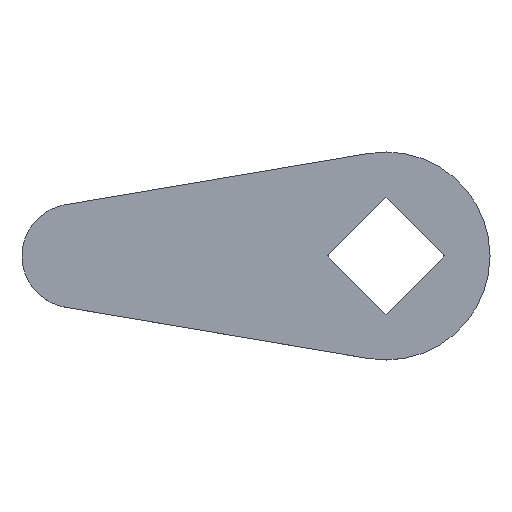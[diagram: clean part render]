
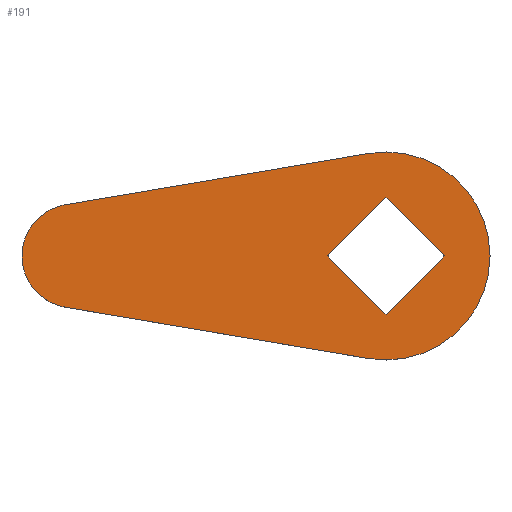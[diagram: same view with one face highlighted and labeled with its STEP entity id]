
A CAD part, top view. The second image highlights one B-rep face of the part: STEP entity #191.
In plain terms, the highlighted planar face has unit normal (0, 0, 1).
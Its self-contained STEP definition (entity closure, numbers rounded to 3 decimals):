
#64 = DIRECTION ( 'NONE',  ( 0., 0., 1. ) ) ;
#65 = LINE ( 'NONE', #77, #76 ) ;
#72 = DIRECTION ( 'NONE',  ( 1., 0., 0. ) ) ;
#73 = AXIS2_PLACEMENT_3D ( 'NONE', #75, #64, #72 ) ;
#74 = CIRCLE ( 'NONE', #73, 5. ) ;
#75 = CARTESIAN_POINT ( 'NONE',  ( -30., 0., 1.6 ) ) ;
#76 = VECTOR ( 'NONE', #78, 1000. ) ;
#77 = CARTESIAN_POINT ( 'NONE',  ( -30.833, -4.93, 1.6 ) ) ;
#78 = DIRECTION ( 'NONE',  ( 0.986, -0.167, 0. ) ) ;
#122 = DIRECTION ( 'NONE',  ( -0.986, -0.167, 0. ) ) ;
#123 = VECTOR ( 'NONE', #122, 1000. ) ;
#124 = CARTESIAN_POINT ( 'NONE',  ( -30.833, 4.93, 1.6 ) ) ;
#125 = CARTESIAN_POINT ( 'NONE',  ( -1.667, 9.86, 1.6 ) ) ;
#126 = CARTESIAN_POINT ( 'NONE',  ( -35., 0., 1.6 ) ) ;
#127 = CARTESIAN_POINT ( 'NONE',  ( -30.833, -4.93, 1.6 ) ) ;
#128 = LINE ( 'NONE', #124, #123 ) ;
#134 = CARTESIAN_POINT ( 'NONE',  ( -30.833, 4.93, 1.6 ) ) ;
#135 = DIRECTION ( 'NONE',  ( 1., 0., 0. ) ) ;
#136 = DIRECTION ( 'NONE',  ( 0., 0., 1. ) ) ;
#137 = CARTESIAN_POINT ( 'NONE',  ( -30., 0., 1.6 ) ) ;
#138 = AXIS2_PLACEMENT_3D ( 'NONE', #137, #136, #135 ) ;
#139 = CIRCLE ( 'NONE', #138, 5. ) ;
#157 = EDGE_LOOP ( 'NONE', ( #175, #178, #179, #182, #167 ) ) ;
#163 = EDGE_CURVE ( 'NONE', #164, #165, #74, .T. ) ;
#164 = VERTEX_POINT ( 'NONE', #126 ) ;
#165 = VERTEX_POINT ( 'NONE', #127 ) ;
#166 = VERTEX_POINT ( 'NONE', #125 ) ;
#167 = ORIENTED_EDGE ( 'NONE', *, *, #168, .T. ) ;
#168 = EDGE_CURVE ( 'NONE', #166, #177, #128, .T. ) ;
#169 = EDGE_LOOP ( 'NONE', ( #219, #223, #226, #185 ) ) ;
#175 = ORIENTED_EDGE ( 'NONE', *, *, #176, .T. ) ;
#176 = EDGE_CURVE ( 'NONE', #177, #164, #139, .T. ) ;
#177 = VERTEX_POINT ( 'NONE', #134 ) ;
#178 = ORIENTED_EDGE ( 'NONE', *, *, #163, .T. ) ;
#179 = ORIENTED_EDGE ( 'NONE', *, *, #180, .T. ) ;
#180 = EDGE_CURVE ( 'NONE', #165, #181, #65, .T. ) ;
#181 = VERTEX_POINT ( 'NONE', #403 ) ;
#182 = ORIENTED_EDGE ( 'NONE', *, *, #183, .T. ) ;
#183 = EDGE_CURVE ( 'NONE', #181, #166, #337, .T. ) ;
#185 = ORIENTED_EDGE ( 'NONE', *, *, #186, .F. ) ;
#186 = EDGE_CURVE ( 'NONE', #222, #228, #408, .T. ) ;
#191 = ADVANCED_FACE ( 'NONE', ( #378, #377 ), #376, .T. ) ;
#219 = ORIENTED_EDGE ( 'NONE', *, *, #220, .F. ) ;
#220 = EDGE_CURVE ( 'NONE', #221, #222, #264, .T. ) ;
#221 = VERTEX_POINT ( 'NONE', #302 ) ;
#222 = VERTEX_POINT ( 'NONE', #301 ) ;
#223 = ORIENTED_EDGE ( 'NONE', *, *, #224, .F. ) ;
#224 = EDGE_CURVE ( 'NONE', #225, #221, #300, .T. ) ;
#225 = VERTEX_POINT ( 'NONE', #296 ) ;
#226 = ORIENTED_EDGE ( 'NONE', *, *, #227, .F. ) ;
#227 = EDGE_CURVE ( 'NONE', #228, #225, #295, .T. ) ;
#228 = VERTEX_POINT ( 'NONE', #291 ) ;
#261 = DIRECTION ( 'NONE',  ( 0.707, 0.707, 0. ) ) ;
#262 = VECTOR ( 'NONE', #261, 1000. ) ;
#263 = CARTESIAN_POINT ( 'NONE',  ( 0., -5.657, 1.6 ) ) ;
#264 = LINE ( 'NONE', #263, #262 ) ;
#291 = CARTESIAN_POINT ( 'NONE',  ( 0., 5.657, 1.6 ) ) ;
#292 = DIRECTION ( 'NONE',  ( -0.707, -0.707, 0. ) ) ;
#293 = VECTOR ( 'NONE', #292, 1000. ) ;
#294 = CARTESIAN_POINT ( 'NONE',  ( -5.657, 0., 1.6 ) ) ;
#295 = LINE ( 'NONE', #294, #293 ) ;
#296 = CARTESIAN_POINT ( 'NONE',  ( -5.657, 0., 1.6 ) ) ;
#297 = DIRECTION ( 'NONE',  ( 0.707, -0.707, 0. ) ) ;
#298 = VECTOR ( 'NONE', #297, 1000. ) ;
#299 = CARTESIAN_POINT ( 'NONE',  ( -5.657, 0., 1.6 ) ) ;
#300 = LINE ( 'NONE', #299, #298 ) ;
#301 = CARTESIAN_POINT ( 'NONE',  ( 5.657, 0., 1.6 ) ) ;
#302 = CARTESIAN_POINT ( 'NONE',  ( 0., -5.657, 1.6 ) ) ;
#337 = CIRCLE ( 'NONE', #412, 10. ) ;
#371 = DIRECTION ( 'NONE',  ( 1., 0., 0. ) ) ;
#372 = DIRECTION ( 'NONE',  ( 0., 0., 1. ) ) ;
#373 = CARTESIAN_POINT ( 'NONE',  ( -30., 0., 1.6 ) ) ;
#374 = AXIS2_PLACEMENT_3D ( 'NONE', #373, #372, #371 ) ;
#376 = PLANE ( 'NONE',  #374 ) ;
#377 = FACE_BOUND ( 'NONE', #169, .T. ) ;
#378 = FACE_OUTER_BOUND ( 'NONE', #157, .T. ) ;
#402 = DIRECTION ( 'NONE',  ( 1., 0., 0. ) ) ;
#403 = CARTESIAN_POINT ( 'NONE',  ( -1.667, -9.86, 1.6 ) ) ;
#405 = DIRECTION ( 'NONE',  ( -0.707, 0.707, 0. ) ) ;
#406 = VECTOR ( 'NONE', #405, 1000. ) ;
#407 = CARTESIAN_POINT ( 'NONE',  ( 0., 5.657, 1.6 ) ) ;
#408 = LINE ( 'NONE', #407, #406 ) ;
#410 = DIRECTION ( 'NONE',  ( 0., 0., 1. ) ) ;
#411 = CARTESIAN_POINT ( 'NONE',  ( 0., 0., 1.6 ) ) ;
#412 = AXIS2_PLACEMENT_3D ( 'NONE', #411, #410, #402 ) ;
